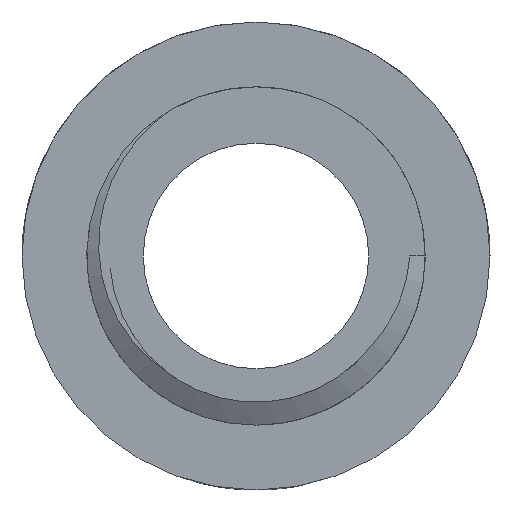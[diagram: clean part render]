
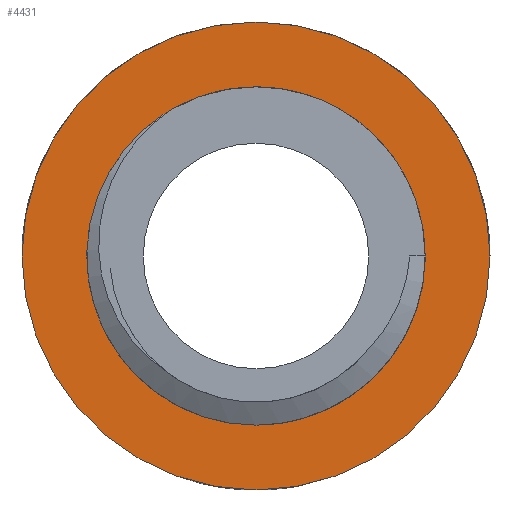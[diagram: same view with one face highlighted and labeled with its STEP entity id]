
A CAD part, front view. The second image highlights one B-rep face of the part: STEP entity #4431.
In plain terms, the highlighted planar face has unit normal (0, -1, 0).
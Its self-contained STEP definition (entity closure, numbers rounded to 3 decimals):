
#10 = EDGE_CURVE ( 'NONE', #989, #1577, #1153, .T. ) ;
#285 = DIRECTION ( 'NONE',  ( 0., -1., 0. ) ) ;
#329 = AXIS2_PLACEMENT_3D ( 'NONE', #985, #4029, #581 ) ;
#581 = DIRECTION ( 'NONE',  ( 0., 0., -1. ) ) ;
#946 = AXIS2_PLACEMENT_3D ( 'NONE', #3880, #1333, #2330 ) ;
#985 = CARTESIAN_POINT ( 'NONE',  ( 0., 10., 0. ) ) ;
#989 = VERTEX_POINT ( 'NONE', #4858 ) ;
#1153 = CIRCLE ( 'NONE', #3681, 8.3 ) ;
#1333 = DIRECTION ( 'NONE',  ( 0., -1., 0. ) ) ;
#1577 = VERTEX_POINT ( 'NONE', #3585 ) ;
#1638 = DIRECTION ( 'NONE',  ( 0., 0., -1. ) ) ;
#1828 = VERTEX_POINT ( 'NONE', #3894 ) ;
#1929 = FACE_OUTER_BOUND ( 'NONE', #5205, .T. ) ;
#2148 = PLANE ( 'NONE',  #946 ) ;
#2330 = DIRECTION ( 'NONE',  ( 0., 0., -1. ) ) ;
#2552 = CARTESIAN_POINT ( 'NONE',  ( 0., 10., 0. ) ) ;
#2570 = ORIENTED_EDGE ( 'NONE', *, *, #4483, .F. ) ;
#2618 = CIRCLE ( 'NONE', #5424, 6. ) ;
#2744 = AXIS2_PLACEMENT_3D ( 'NONE', #3827, #285, #3436 ) ;
#3358 = DIRECTION ( 'NONE',  ( 0., -1., 0. ) ) ;
#3436 = DIRECTION ( 'NONE',  ( 0., 0., -1. ) ) ;
#3437 = DIRECTION ( 'NONE',  ( 0., -1., 0. ) ) ;
#3585 = CARTESIAN_POINT ( 'NONE',  ( 0., 10., -8.3 ) ) ;
#3610 = ORIENTED_EDGE ( 'NONE', *, *, #5203, .F. ) ;
#3615 = FACE_BOUND ( 'NONE', #3881, .T. ) ;
#3681 = AXIS2_PLACEMENT_3D ( 'NONE', #2552, #3437, #5125 ) ;
#3823 = ORIENTED_EDGE ( 'NONE', *, *, #5292, .T. ) ;
#3827 = CARTESIAN_POINT ( 'NONE',  ( 0., 10., 0. ) ) ;
#3880 = CARTESIAN_POINT ( 'NONE',  ( 0., 10., 0. ) ) ;
#3881 = EDGE_LOOP ( 'NONE', ( #2570, #3610 ) ) ;
#3894 = CARTESIAN_POINT ( 'NONE',  ( 0., 10., -6. ) ) ;
#4029 = DIRECTION ( 'NONE',  ( 0., -1., 0. ) ) ;
#4140 = CIRCLE ( 'NONE', #2744, 6. ) ;
#4431 = ADVANCED_FACE ( 'NONE', ( #3615, #1929 ), #2148, .T. ) ;
#4483 = EDGE_CURVE ( 'NONE', #1828, #4916, #2618, .T. ) ;
#4498 = CARTESIAN_POINT ( 'NONE',  ( 0., 10., 6. ) ) ;
#4858 = CARTESIAN_POINT ( 'NONE',  ( 0., 10., 8.3 ) ) ;
#4916 = VERTEX_POINT ( 'NONE', #4498 ) ;
#5100 = CARTESIAN_POINT ( 'NONE',  ( 0., 10., 0. ) ) ;
#5125 = DIRECTION ( 'NONE',  ( 0., 0., -1. ) ) ;
#5203 = EDGE_CURVE ( 'NONE', #4916, #1828, #4140, .T. ) ;
#5205 = EDGE_LOOP ( 'NONE', ( #3823, #5426 ) ) ;
#5292 = EDGE_CURVE ( 'NONE', #1577, #989, #5540, .T. ) ;
#5424 = AXIS2_PLACEMENT_3D ( 'NONE', #5100, #3358, #1638 ) ;
#5426 = ORIENTED_EDGE ( 'NONE', *, *, #10, .T. ) ;
#5540 = CIRCLE ( 'NONE', #329, 8.3 ) ;
